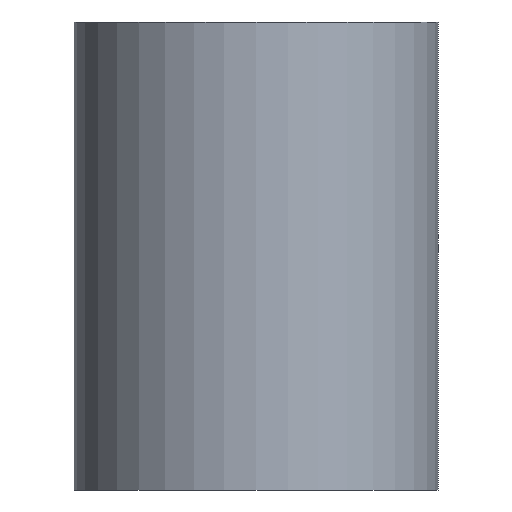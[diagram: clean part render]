
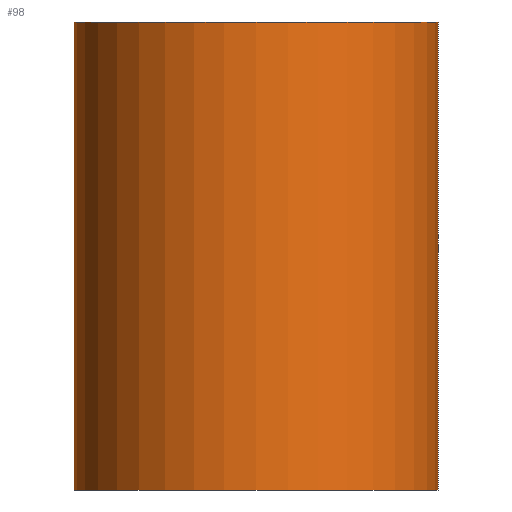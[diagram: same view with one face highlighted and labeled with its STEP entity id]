
A CAD part, left-side view. The second image highlights one B-rep face of the part: STEP entity #98.
In plain terms, the highlighted cylindrical face has radius 0.35 mm (diameter 0.7 mm), a partial arc.
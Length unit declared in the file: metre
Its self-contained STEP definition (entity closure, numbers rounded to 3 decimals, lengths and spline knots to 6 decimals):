
#13=CYLINDRICAL_SURFACE('',#121,0.00035);
#14=CIRCLE('',#114,0.00035);
#17=CIRCLE('',#118,0.00035);
#34=ORIENTED_EDGE('',*,*,#48,.T.);
#35=ORIENTED_EDGE('',*,*,#52,.T.);
#36=ORIENTED_EDGE('',*,*,#43,.F.);
#37=ORIENTED_EDGE('',*,*,#53,.F.);
#43=EDGE_CURVE('',#54,#56,#14,.T.);
#48=EDGE_CURVE('',#61,#60,#17,.T.);
#52=EDGE_CURVE('',#60,#56,#68,.T.);
#53=EDGE_CURVE('',#61,#54,#69,.T.);
#54=VERTEX_POINT('',#156);
#56=VERTEX_POINT('',#159);
#60=VERTEX_POINT('',#168);
#61=VERTEX_POINT('',#170);
#68=LINE('',#176,#76);
#69=LINE('',#178,#77);
#76=VECTOR('',#147,1.);
#77=VECTOR('',#150,1.);
#82=EDGE_LOOP('',(#34,#35,#36,#37));
#88=FACE_BOUND('',#82,.T.);
#98=ADVANCED_FACE('',(#88),#13,.T.);
#114=AXIS2_PLACEMENT_3D('',#158,#128,#129);
#118=AXIS2_PLACEMENT_3D('',#169,#138,#139);
#121=AXIS2_PLACEMENT_3D('',#177,#148,#149);
#128=DIRECTION('',(0.,0.,1.));
#129=DIRECTION('',(-1.,0.,0.));
#138=DIRECTION('',(0.,0.,1.));
#139=DIRECTION('',(-1.,0.,0.));
#147=DIRECTION('',(0.,0.,1.));
#148=DIRECTION('',(0.,0.,-1.));
#149=DIRECTION('',(-1.,0.,0.));
#150=DIRECTION('',(0.,0.,1.));
#156=CARTESIAN_POINT('',(0.008,-0.00015,0.0009));
#158=CARTESIAN_POINT('',(0.008,-0.0005,0.0009));
#159=CARTESIAN_POINT('',(0.008,-0.00085,0.0009));
#168=CARTESIAN_POINT('',(0.008,-0.00085,0.));
#169=CARTESIAN_POINT('',(0.008,-0.0005,0.));
#170=CARTESIAN_POINT('',(0.008,-0.00015,0.));
#176=CARTESIAN_POINT('',(0.008,-0.00085,0.));
#177=CARTESIAN_POINT('',(0.008,-0.0005,0.));
#178=CARTESIAN_POINT('',(0.008,-0.00015,0.));
